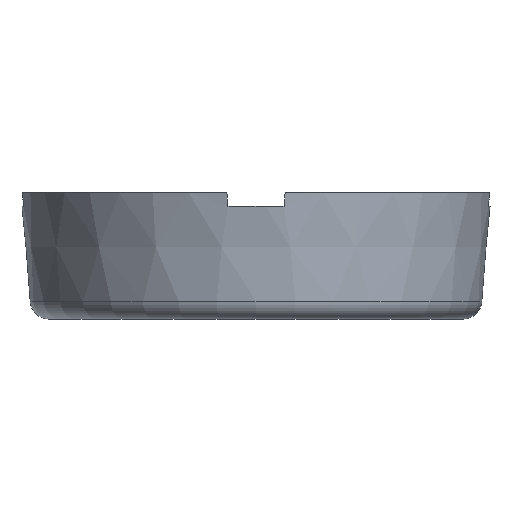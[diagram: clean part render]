
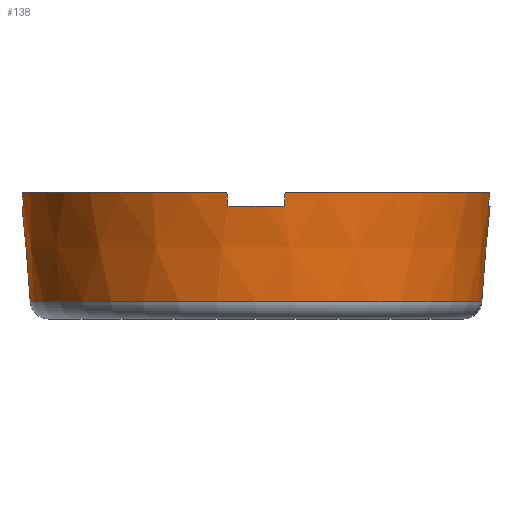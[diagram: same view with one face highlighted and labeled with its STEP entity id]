
A CAD part, front view. The second image highlights one B-rep face of the part: STEP entity #138.
In plain terms, the highlighted conical face has half-angle 5 degrees and reference radius 11.803 mm.
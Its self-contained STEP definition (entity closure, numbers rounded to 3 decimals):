
#54=CONICAL_SURFACE('',#1371,11.803,5.);
#61=FACE_BOUND('',#319,.T.);
#62=FACE_BOUND('',#320,.T.);
#81=B_SPLINE_CURVE_WITH_KNOTS('',3,(#2233,#2234,#2235,#2236,#2237,#2238,
#2239),.UNSPECIFIED.,.F.,.F.,(4,3,4),(0.,0.469,1.),
 .UNSPECIFIED.);
#82=B_SPLINE_CURVE_WITH_KNOTS('',3,(#2241,#2242,#2243,#2244),
 .UNSPECIFIED.,.F.,.F.,(4,4),(0.,1.),.UNSPECIFIED.);
#83=B_SPLINE_CURVE_WITH_KNOTS('',3,(#2248,#2249,#2250,#2251),
 .UNSPECIFIED.,.F.,.F.,(4,4),(0.,1.),.UNSPECIFIED.);
#84=B_SPLINE_CURVE_WITH_KNOTS('',3,(#2255,#2256,#2257,#2258),
 .UNSPECIFIED.,.F.,.F.,(4,4),(0.,1.),.UNSPECIFIED.);
#85=B_SPLINE_CURVE_WITH_KNOTS('',3,(#2262,#2263,#2264,#2265),
 .UNSPECIFIED.,.F.,.F.,(4,4),(0.,1.),.UNSPECIFIED.);
#86=B_SPLINE_CURVE_WITH_KNOTS('',3,(#2266,#2267,#2268,#2269),
 .UNSPECIFIED.,.F.,.F.,(4,4),(0.,1.),.UNSPECIFIED.);
#87=B_SPLINE_CURVE_WITH_KNOTS('',3,(#2273,#2274,#2275,#2276),
 .UNSPECIFIED.,.F.,.F.,(4,4),(0.,1.),.UNSPECIFIED.);
#88=B_SPLINE_CURVE_WITH_KNOTS('',3,(#2280,#2281,#2282,#2283),
 .UNSPECIFIED.,.F.,.F.,(4,4),(0.,1.),.UNSPECIFIED.);
#138=ADVANCED_FACE('',(#61,#62),#54,.T.);
#319=EDGE_LOOP('',(#664));
#320=EDGE_LOOP('',(#665,#666,#667,#668,#669,#670,#671,#672,#673,#674,#675,
#676,#677,#678,#679,#680));
#338=CIRCLE('',#1285,12.235);
#367=CIRCLE('',#1362,12.235);
#368=CIRCLE('',#1364,11.798);
#369=CIRCLE('',#1365,12.296);
#370=CIRCLE('',#1366,12.235);
#371=CIRCLE('',#1367,12.296);
#372=CIRCLE('',#1368,12.296);
#373=CIRCLE('',#1369,12.235);
#374=CIRCLE('',#1370,12.296);
#664=ORIENTED_EDGE('',*,*,#1016,.T.);
#665=ORIENTED_EDGE('',*,*,#1017,.F.);
#666=ORIENTED_EDGE('',*,*,#1013,.T.);
#667=ORIENTED_EDGE('',*,*,#1018,.F.);
#668=ORIENTED_EDGE('',*,*,#1019,.T.);
#669=ORIENTED_EDGE('',*,*,#1020,.F.);
#670=ORIENTED_EDGE('',*,*,#1021,.T.);
#671=ORIENTED_EDGE('',*,*,#1022,.F.);
#672=ORIENTED_EDGE('',*,*,#1023,.T.);
#673=ORIENTED_EDGE('',*,*,#1024,.F.);
#674=ORIENTED_EDGE('',*,*,#863,.T.);
#675=ORIENTED_EDGE('',*,*,#1025,.F.);
#676=ORIENTED_EDGE('',*,*,#1026,.T.);
#677=ORIENTED_EDGE('',*,*,#1027,.F.);
#678=ORIENTED_EDGE('',*,*,#1028,.T.);
#679=ORIENTED_EDGE('',*,*,#1029,.F.);
#680=ORIENTED_EDGE('',*,*,#1030,.T.);
#741=VERTEX_POINT('',#1722);
#742=VERTEX_POINT('',#1724);
#846=VERTEX_POINT('',#2226);
#847=VERTEX_POINT('',#2227);
#848=VERTEX_POINT('',#2232);
#849=VERTEX_POINT('',#2240);
#850=VERTEX_POINT('',#2245);
#851=VERTEX_POINT('',#2247);
#852=VERTEX_POINT('',#2252);
#853=VERTEX_POINT('',#2254);
#854=VERTEX_POINT('',#2259);
#855=VERTEX_POINT('',#2261);
#856=VERTEX_POINT('',#2270);
#857=VERTEX_POINT('',#2272);
#858=VERTEX_POINT('',#2277);
#859=VERTEX_POINT('',#2279);
#860=VERTEX_POINT('',#2284);
#863=EDGE_CURVE('',#742,#741,#338,.T.);
#1013=EDGE_CURVE('',#846,#847,#367,.T.);
#1016=EDGE_CURVE('',#848,#848,#368,.T.);
#1017=EDGE_CURVE('',#846,#849,#81,.T.);
#1018=EDGE_CURVE('',#850,#847,#82,.T.);
#1019=EDGE_CURVE('',#850,#851,#369,.T.);
#1020=EDGE_CURVE('',#852,#851,#83,.T.);
#1021=EDGE_CURVE('',#852,#853,#370,.T.);
#1022=EDGE_CURVE('',#854,#853,#84,.T.);
#1023=EDGE_CURVE('',#854,#855,#371,.T.);
#1024=EDGE_CURVE('',#742,#855,#85,.T.);
#1025=EDGE_CURVE('',#856,#741,#86,.T.);
#1026=EDGE_CURVE('',#856,#857,#372,.T.);
#1027=EDGE_CURVE('',#858,#857,#87,.T.);
#1028=EDGE_CURVE('',#858,#859,#373,.T.);
#1029=EDGE_CURVE('',#860,#859,#88,.T.);
#1030=EDGE_CURVE('',#860,#849,#374,.T.);
#1285=AXIS2_PLACEMENT_3D('',#1723,#1392,#1393);
#1362=AXIS2_PLACEMENT_3D('',#2225,#1651,#1652);
#1364=AXIS2_PLACEMENT_3D('',#2231,#1657,#1658);
#1365=AXIS2_PLACEMENT_3D('',#2246,#1659,#1660);
#1366=AXIS2_PLACEMENT_3D('',#2253,#1661,#1662);
#1367=AXIS2_PLACEMENT_3D('',#2260,#1663,#1664);
#1368=AXIS2_PLACEMENT_3D('',#2271,#1665,#1666);
#1369=AXIS2_PLACEMENT_3D('',#2278,#1667,#1668);
#1370=AXIS2_PLACEMENT_3D('',#2285,#1669,#1670);
#1371=AXIS2_PLACEMENT_3D('',#2286,#1671,#1672);
#1392=DIRECTION('',(0.,0.,-1.));
#1393=DIRECTION('',(0.,1.,0.));
#1651=DIRECTION('',(0.,0.,-1.));
#1652=DIRECTION('',(0.,1.,0.));
#1657=DIRECTION('',(0.,0.,1.));
#1658=DIRECTION('',(0.,1.,0.));
#1659=DIRECTION('',(0.,0.,-1.));
#1660=DIRECTION('',(0.,-1.,0.));
#1661=DIRECTION('',(0.,0.,-1.));
#1662=DIRECTION('',(0.,1.,0.));
#1663=DIRECTION('',(0.,0.,-1.));
#1664=DIRECTION('',(0.,-1.,0.));
#1665=DIRECTION('',(0.,0.,-1.));
#1666=DIRECTION('',(0.,-1.,0.));
#1667=DIRECTION('',(0.,0.,-1.));
#1668=DIRECTION('',(0.,1.,0.));
#1669=DIRECTION('',(0.,0.,-1.));
#1670=DIRECTION('',(0.,-1.,0.));
#1671=DIRECTION('',(0.,0.,1.));
#1672=DIRECTION('',(0.,1.,0.));
#1722=CARTESIAN_POINT('',(12.147,-1.463,5.9));
#1723=CARTESIAN_POINT('',(0.,0.,5.9));
#1724=CARTESIAN_POINT('',(12.147,1.463,5.9));
#2225=CARTESIAN_POINT('',(0.,0.,5.9));
#2226=CARTESIAN_POINT('',(-12.147,-1.463,5.9));
#2227=CARTESIAN_POINT('',(-12.147,1.463,5.9));
#2231=CARTESIAN_POINT('',(0.,0.,0.908));
#2232=CARTESIAN_POINT('',(0.,11.798,0.908));
#2233=CARTESIAN_POINT('',(-12.147,-1.463,5.9));
#2234=CARTESIAN_POINT('',(-12.156,-1.473,6.01));
#2235=CARTESIAN_POINT('',(-12.164,-1.482,6.119));
#2236=CARTESIAN_POINT('',(-12.173,-1.492,6.229));
#2237=CARTESIAN_POINT('',(-12.182,-1.503,6.352));
#2238=CARTESIAN_POINT('',(-12.192,-1.514,6.476));
#2239=CARTESIAN_POINT('',(-12.201,-1.524,6.6));
#2240=CARTESIAN_POINT('',(-12.201,-1.524,6.6));
#2241=CARTESIAN_POINT('',(-12.201,1.524,6.6));
#2242=CARTESIAN_POINT('',(-12.183,1.504,6.367));
#2243=CARTESIAN_POINT('',(-12.165,1.484,6.133));
#2244=CARTESIAN_POINT('',(-12.147,1.463,5.9));
#2245=CARTESIAN_POINT('',(-12.201,1.524,6.6));
#2246=CARTESIAN_POINT('',(0.,0.,6.6));
#2247=CARTESIAN_POINT('',(-1.524,12.201,6.6));
#2248=CARTESIAN_POINT('',(-1.463,12.147,5.9));
#2249=CARTESIAN_POINT('',(-1.484,12.165,6.133));
#2250=CARTESIAN_POINT('',(-1.504,12.183,6.367));
#2251=CARTESIAN_POINT('',(-1.524,12.201,6.6));
#2252=CARTESIAN_POINT('',(-1.463,12.147,5.9));
#2253=CARTESIAN_POINT('',(0.,0.,5.9));
#2254=CARTESIAN_POINT('',(1.463,12.147,5.9));
#2255=CARTESIAN_POINT('',(1.524,12.201,6.6));
#2256=CARTESIAN_POINT('',(1.504,12.183,6.367));
#2257=CARTESIAN_POINT('',(1.484,12.165,6.133));
#2258=CARTESIAN_POINT('',(1.463,12.147,5.9));
#2259=CARTESIAN_POINT('',(1.524,12.201,6.6));
#2260=CARTESIAN_POINT('',(0.,0.,6.6));
#2261=CARTESIAN_POINT('',(12.201,1.524,6.6));
#2262=CARTESIAN_POINT('',(12.147,1.463,5.9));
#2263=CARTESIAN_POINT('',(12.165,1.484,6.133));
#2264=CARTESIAN_POINT('',(12.183,1.504,6.367));
#2265=CARTESIAN_POINT('',(12.201,1.524,6.6));
#2266=CARTESIAN_POINT('',(12.201,-1.524,6.6));
#2267=CARTESIAN_POINT('',(12.183,-1.504,6.367));
#2268=CARTESIAN_POINT('',(12.165,-1.484,6.133));
#2269=CARTESIAN_POINT('',(12.147,-1.463,5.9));
#2270=CARTESIAN_POINT('',(12.201,-1.524,6.6));
#2271=CARTESIAN_POINT('',(0.,0.,6.6));
#2272=CARTESIAN_POINT('',(1.524,-12.201,6.6));
#2273=CARTESIAN_POINT('',(1.463,-12.147,5.9));
#2274=CARTESIAN_POINT('',(1.484,-12.165,6.133));
#2275=CARTESIAN_POINT('',(1.504,-12.183,6.367));
#2276=CARTESIAN_POINT('',(1.524,-12.201,6.6));
#2277=CARTESIAN_POINT('',(1.463,-12.147,5.9));
#2278=CARTESIAN_POINT('',(0.,0.,5.9));
#2279=CARTESIAN_POINT('',(-1.463,-12.147,5.9));
#2280=CARTESIAN_POINT('',(-1.524,-12.201,6.6));
#2281=CARTESIAN_POINT('',(-1.504,-12.183,6.367));
#2282=CARTESIAN_POINT('',(-1.484,-12.165,6.133));
#2283=CARTESIAN_POINT('',(-1.463,-12.147,5.9));
#2284=CARTESIAN_POINT('',(-1.524,-12.201,6.6));
#2285=CARTESIAN_POINT('',(0.,0.,6.6));
#2286=CARTESIAN_POINT('',(0.,0.,0.965));
